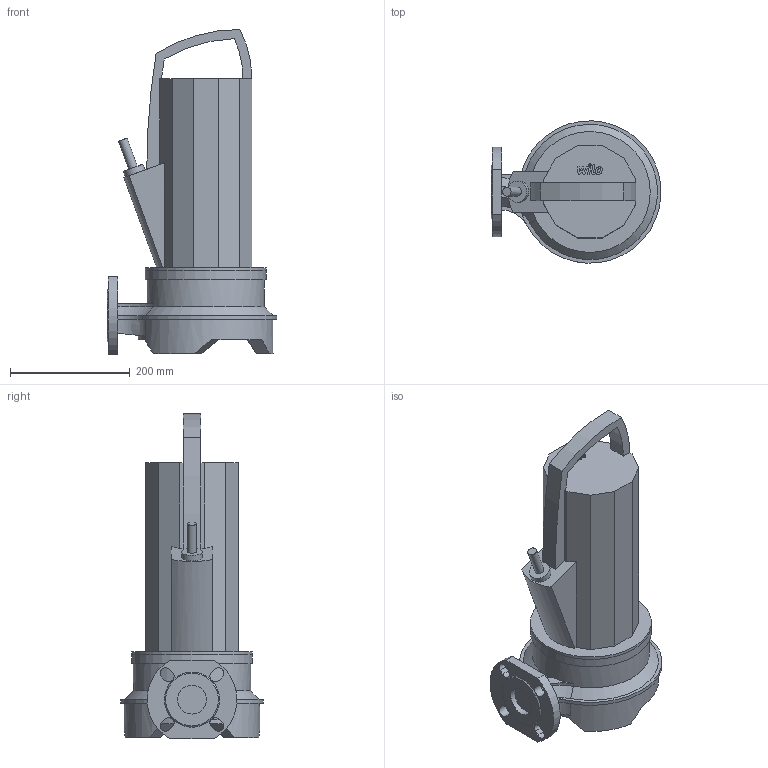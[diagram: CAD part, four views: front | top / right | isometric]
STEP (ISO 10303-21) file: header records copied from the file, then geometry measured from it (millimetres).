
FILE_DESCRIPTION(/* description */ (''),/* implementation_level */ '2;1');
FILE_NAME(/* name */ '3d_RexaCUTGE03.34_P-T39-2-540X20m-6079713.stp',/* time_stamp */ '2017-01-31T19:24:02+01:00',/* author */ ('Łukasz'),/* organization */ (''),/* preprocessor_version */ 'ST-DEVELOPER v16.1',/* originating_system */ 'AutoCAD Mechanical',/* authorisation */ '');
FILE_SCHEMA (('AUTOMOTIVE_DESIGN { 1 0 10303 214 3 1 1 }'));
Length unit declared in the file: millimetre
Products named in the file (1): Product
Bounding box: 283.91 x 237.82 x 543 mm (x, y, z)
Volume: 11237449.1 mm3; surface area: 500280.9 mm2
Topology: 8 solids, 8 shells, 152 faces, 398 edges, 261 vertices
Faces by surface type: plane 84, bspline 38, cylinder 28, cone 2
Full cylindrical faces by diameter (mm): 15 x1, 35 x1, 48.3 x1, 196 x1, 202 x2, 226 x1
Entity records: 6117 total; most frequent: CARTESIAN_POINT 2542, ORIENTED_EDGE 774, DIRECTION 630, EDGE_CURVE 387, VERTEX_POINT 258, LINE 224, VECTOR 224, AXIS2_PLACEMENT_3D 203
